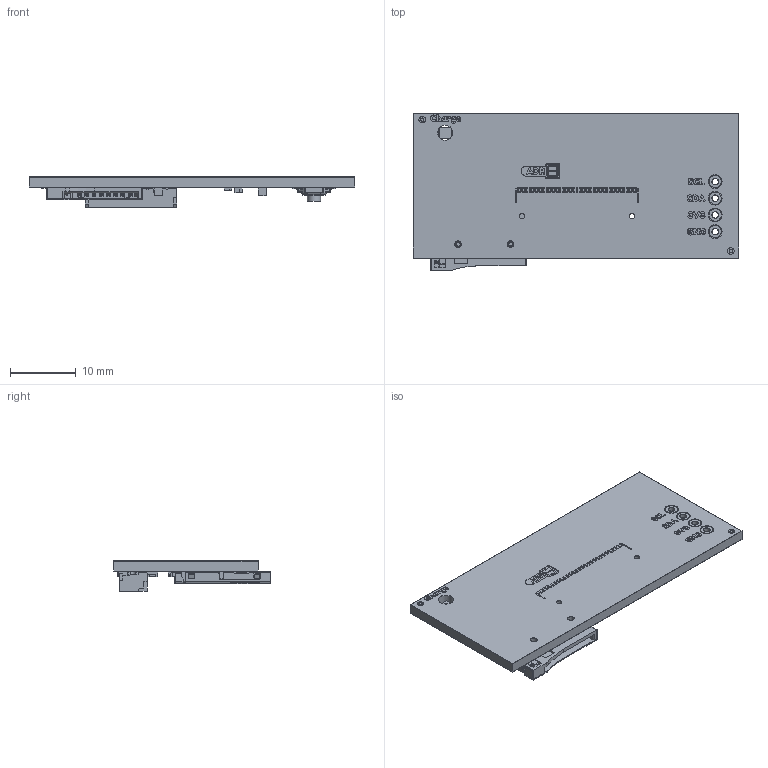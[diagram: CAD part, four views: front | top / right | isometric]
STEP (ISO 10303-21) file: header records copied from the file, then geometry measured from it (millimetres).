
FILE_DESCRIPTION(('KiCad electronic assembly'),'2;1');
FILE_NAME('SparkFun RTK Facet - Display SD.step','2025-02-20T11:37:28',( 'Pcbnew'),('Kicad'),'Open CASCADE STEP processor 7.8', 'KiCad to STEP converter','Unknown');
FILE_SCHEMA(('AUTOMOTIVE_DESIGN { 1 0 10303 214 1 1 1 1 }'));
Length unit declared in the file: millimetre
Products named in the file (35): SparkFun RTK Facet - Display SD 1; R_0603_1608Metric; C_0603_1608Metric; R_0402_1005Metric; microSD_External_Pin; CSD03S010R; Tactile_Switch_5.2x5.2mm_h2.5mm; 59EABDD3-378C-4408-8BAB-872EA4CE998E; C_0805_2012Metric; LED_1206_3216Metric_Castellated_Green; JST_SM12B-SRSS-TB; SparkFun RTK Facet - Display SD_copper; SparkFun RTK Facet - Display SD_pad; SparkFun RTK Facet - Display SD_silkscreen; SparkFun RTK Facet - Display SD_soldermask; SparkFun RTK Facet - Display SD_PCB
Assembly tree (43 placements, depth 3):
  SparkFun RTK Facet - Display SD 1
    R_0603_1608Metric  x4
    C_0603_1608Metric  x5
    R_0402_1005Metric
    microSD_External_Pin
      CSD03S010R
      CSD03S010R
      CSD03S010R
      CSD03S010R
      CSD03S010R
      CSD03S010R
      CSD03S010R
      CSD03S010R
      CSD03S010R
      CSD03S010R
      CSD03S010R
      CSD03S010R
      CSD03S010R
      CSD03S010R
    Tactile_Switch_5.2x5.2mm_h2.5mm
      59EABDD3-378C-4408-8BAB-872EA4CE998E
      59EABDD3-378C-4408-8BAB-872EA4CE998E
      59EABDD3-378C-4408-8BAB-872EA4CE998E
      59EABDD3-378C-4408-8BAB-872EA4CE998E
      59EABDD3-378C-4408-8BAB-872EA4CE998E
      59EABDD3-378C-4408-8BAB-872EA4CE998E
      59EABDD3-378C-4408-8BAB-872EA4CE998E
    C_0805_2012Metric  x3
    LED_1206_3216Metric_Castellated_Green
    JST_SM12B-SRSS-TB
    SparkFun RTK Facet - Display SD_copper
    SparkFun RTK Facet - Display SD_pad
    SparkFun RTK Facet - Display SD_silkscreen
    SparkFun RTK Facet - Display SD_soldermask
    SparkFun RTK Facet - Display SD_PCB
Bounding box: 49.5 x 23.88 x 4.67 mm (x, y, z)
Volume: 1962 mm3; surface area: 6722.2 mm2
Topology: 150 solids, 258 shells, 2969 faces, 10148 edges, 7597 vertices
Faces by surface type: plane 2297, cylinder 622, cone 29, bspline 12, torus 9
Full cylindrical faces by diameter (mm): 0.3 x3, 0.35 x1, 0.5 x4, 0.7 x1, 0.8 x4, 0.966 x12, 1 x2, 1.016 x8, 1.88 x8, 2 x1, 2.1 x1, 2.3 x1
Entity records: 119913 total; most frequent: CARTESIAN_POINT 23947, DIRECTION 16530, ORIENTED_EDGE 16287, EDGE_CURVE 9512, LINE 7812, VECTOR 7812, VERTEX_POINT 7177, AXIS2_PLACEMENT_3D 4359
